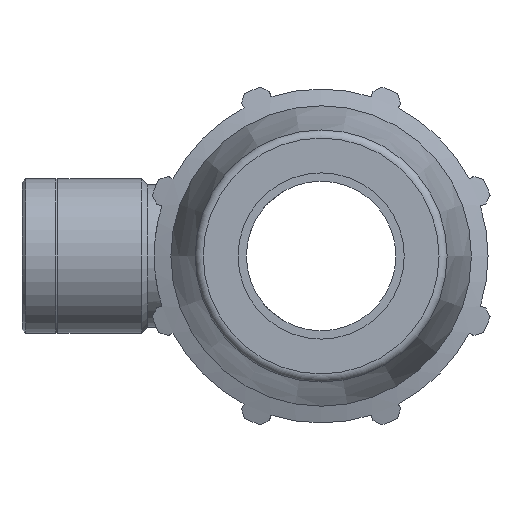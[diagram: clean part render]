
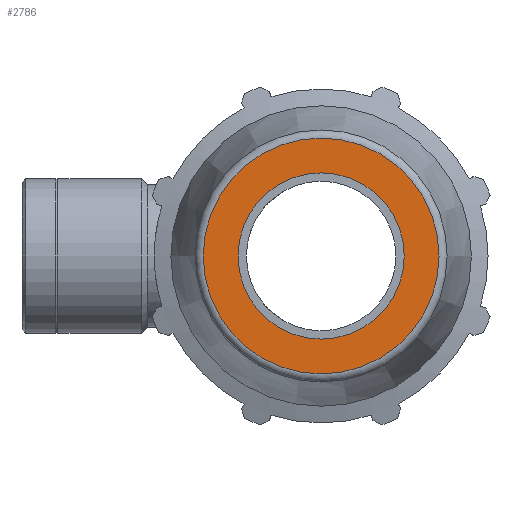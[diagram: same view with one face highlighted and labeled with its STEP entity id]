
A CAD part, left-side view. The second image highlights one B-rep face of the part: STEP entity #2786.
In plain terms, the highlighted planar face has unit normal (-1, 0, 0).
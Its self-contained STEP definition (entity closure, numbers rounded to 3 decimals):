
#56=PLANE('',#3000);
#590=FACE_BOUND('',#864,.T.);
#692=FACE_OUTER_BOUND('',#863,.T.);
#863=EDGE_LOOP('',(#2115));
#864=EDGE_LOOP('',(#2116));
#1038=CIRCLE('',#2998,17.738);
#1039=CIRCLE('',#3001,12.5);
#1233=VERTEX_POINT('',#4391);
#1234=VERTEX_POINT('',#4395);
#1557=EDGE_CURVE('',#1233,#1233,#1038,.T.);
#1558=EDGE_CURVE('',#1234,#1234,#1039,.T.);
#2115=ORIENTED_EDGE('',*,*,#1557,.T.);
#2116=ORIENTED_EDGE('',*,*,#1558,.T.);
#2786=ADVANCED_FACE('',(#692,#590),#56,.F.);
#2998=AXIS2_PLACEMENT_3D('',#4392,#3497,#3498);
#3000=AXIS2_PLACEMENT_3D('',#4394,#3501,#3502);
#3001=AXIS2_PLACEMENT_3D('',#4396,#3503,#3504);
#3497=DIRECTION('center_axis',(-1.,0.,0.));
#3498=DIRECTION('ref_axis',(0.,-1.,0.));
#3501=DIRECTION('center_axis',(1.,0.,0.));
#3502=DIRECTION('ref_axis',(0.,0.,-1.));
#3503=DIRECTION('center_axis',(1.,0.,0.));
#3504=DIRECTION('ref_axis',(0.,0.,-1.));
#4391=CARTESIAN_POINT('',(-75.5,17.738,0.));
#4392=CARTESIAN_POINT('Origin',(-75.5,0.,0.));
#4394=CARTESIAN_POINT('Origin',(-75.5,12.5,0.));
#4395=CARTESIAN_POINT('',(-75.5,12.5,0.));
#4396=CARTESIAN_POINT('Origin',(-75.5,0.,0.));
